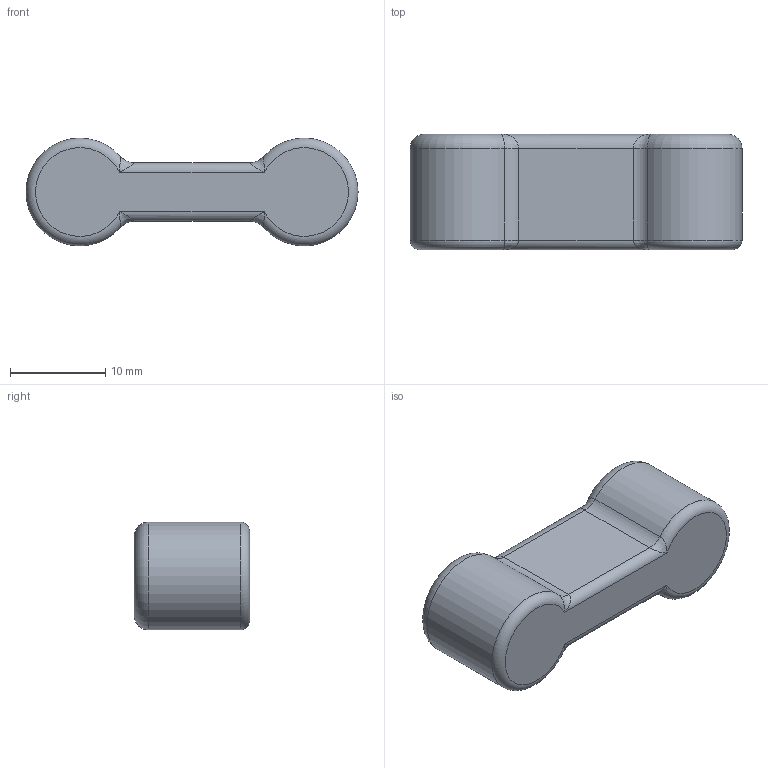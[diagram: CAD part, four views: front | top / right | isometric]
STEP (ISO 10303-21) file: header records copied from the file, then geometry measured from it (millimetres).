
FILE_DESCRIPTION(/* description */ (''),/* implementation_level */ '2;1');
FILE_NAME(/* name */ 'Spielzeugzug_verbinder_v2.step',/* time_stamp */ '2025-03-29T15:31:29+01:00',/* author */ (''),/* organization */ (''),/* preprocessor_version */ 'ST-DEVELOPER v20.1',/* originating_system */ 'Autodesk Translation Framework v14.4.0.0',/* authorisation */ '');
FILE_SCHEMA (('AUTOMOTIVE_DESIGN { 1 0 10303 214 3 1 1 }'));
Length unit declared in the file: millimetre
Products named in the file (1): Spielzeugzug_verbinder
Bounding box: 34.8 x 12.1 x 11.3 mm (x, y, z)
Volume: 3317.1 mm3; surface area: 1499.3 mm2
Topology: 1 solids, 1 shells, 26 faces, 56 edges, 24 vertices
Faces by surface type: cylinder 10, bspline 8, plane 4, torus 4
Entity records: 953 total; most frequent: CARTESIAN_POINT 459, ORIENTED_EDGE 96, DIRECTION 86, EDGE_CURVE 48, AXIS2_PLACEMENT_3D 35, FACE_OUTER_BOUND 26, EDGE_LOOP 26, ADVANCED_FACE 26
